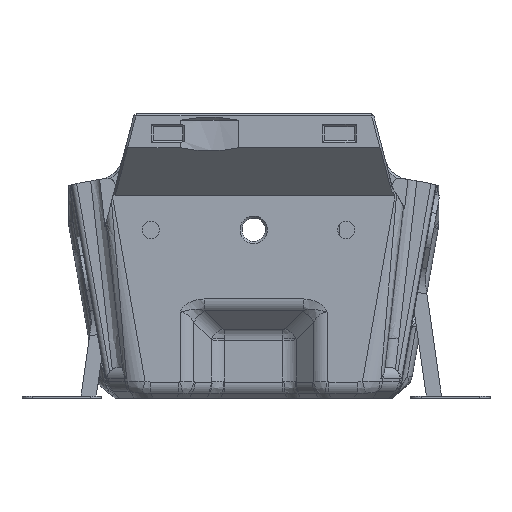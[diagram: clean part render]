
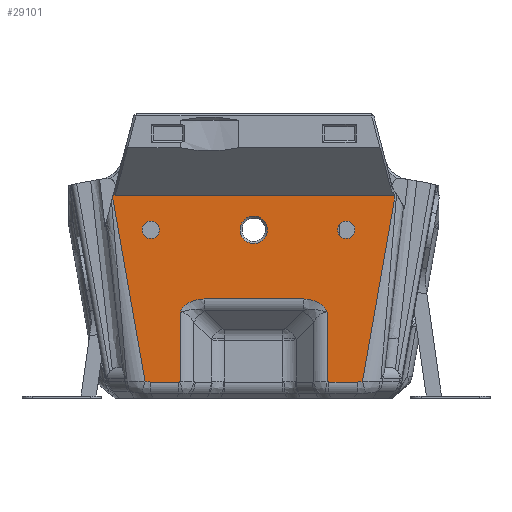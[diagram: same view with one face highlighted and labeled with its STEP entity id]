
A CAD part, front view. The second image highlights one B-rep face of the part: STEP entity #29101.
In plain terms, the highlighted planar face has unit normal (0, -1, 0).
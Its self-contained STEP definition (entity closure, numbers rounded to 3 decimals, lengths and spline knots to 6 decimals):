
#772=B_SPLINE_CURVE_WITH_KNOTS('',3,(#48182,#48183,#48184,#48185),
 .UNSPECIFIED.,.F.,.F.,(4,4),(0.,0.999999),.UNSPECIFIED.);
#773=B_SPLINE_CURVE_WITH_KNOTS('',3,(#48194,#48195,#48196,#48197,#48198,
#48199),.UNSPECIFIED.,.F.,.F.,(4,1,1,4),(0.,0.002711,0.004067,
0.005422),.UNSPECIFIED.);
#774=B_SPLINE_CURVE_WITH_KNOTS('',3,(#48203,#48204,#48205,#48206,#48207,
#48208),.UNSPECIFIED.,.F.,.F.,(4,1,1,4),(0.,0.002711,0.004067,
0.005422),.UNSPECIFIED.);
#1581=CIRCLE('',#31360,0.0026);
#1582=CIRCLE('',#31361,0.00165);
#1583=CIRCLE('',#31362,0.00165);
#2594=ELLIPSE('',#31090,0.002947,0.002);
#2595=ELLIPSE('',#31094,0.006197,0.004);
#2596=ELLIPSE('',#31095,0.006197,0.004);
#2597=ELLIPSE('',#31099,0.002947,0.002);
#6654=ORIENTED_EDGE('',*,*,#13824,.F.);
#6655=ORIENTED_EDGE('',*,*,#13825,.T.);
#6656=ORIENTED_EDGE('',*,*,#13826,.T.);
#6657=ORIENTED_EDGE('',*,*,#13827,.T.);
#6658=ORIENTED_EDGE('',*,*,#13828,.F.);
#6659=ORIENTED_EDGE('',*,*,#13829,.T.);
#6660=ORIENTED_EDGE('',*,*,#13445,.F.);
#6661=ORIENTED_EDGE('',*,*,#13443,.T.);
#6662=ORIENTED_EDGE('',*,*,#13441,.F.);
#6663=ORIENTED_EDGE('',*,*,#13823,.F.);
#6664=ORIENTED_EDGE('',*,*,#13830,.F.);
#6665=ORIENTED_EDGE('',*,*,#13831,.T.);
#6666=ORIENTED_EDGE('',*,*,#13832,.T.);
#6667=ORIENTED_EDGE('',*,*,#13820,.T.);
#6668=ORIENTED_EDGE('',*,*,#13450,.T.);
#6669=ORIENTED_EDGE('',*,*,#13448,.F.);
#6670=ORIENTED_EDGE('',*,*,#13446,.T.);
#6671=ORIENTED_EDGE('',*,*,#13833,.T.);
#6672=ORIENTED_EDGE('',*,*,#13834,.F.);
#6673=ORIENTED_EDGE('',*,*,#13835,.F.);
#13441=EDGE_CURVE('',#17332,#17333,#2594,.T.);
#13443=EDGE_CURVE('',#17334,#17333,#20009,.T.);
#13445=EDGE_CURVE('',#17334,#17322,#2595,.T.);
#13446=EDGE_CURVE('',#17335,#17331,#2596,.T.);
#13448=EDGE_CURVE('',#17335,#17336,#20010,.T.);
#13450=EDGE_CURVE('',#17337,#17336,#2597,.T.);
#13820=EDGE_CURVE('',#17545,#17337,#20174,.T.);
#13823=EDGE_CURVE('',#17546,#17332,#20175,.T.);
#13824=EDGE_CURVE('',#17547,#17331,#20176,.T.);
#13825=EDGE_CURVE('',#17547,#17548,#772,.T.);
#13826=EDGE_CURVE('',#17548,#17549,#20177,.T.);
#13827=EDGE_CURVE('',#17549,#17550,#20178,.F.);
#13828=EDGE_CURVE('',#17551,#17550,#20179,.T.);
#13829=EDGE_CURVE('',#17551,#17322,#20180,.T.);
#13830=EDGE_CURVE('',#17552,#17546,#773,.T.);
#13831=EDGE_CURVE('',#17552,#17553,#20181,.F.);
#13832=EDGE_CURVE('',#17553,#17545,#774,.T.);
#13833=EDGE_CURVE('',#17554,#17554,#1581,.F.);
#13834=EDGE_CURVE('',#17555,#17555,#1582,.T.);
#13835=EDGE_CURVE('',#17556,#17556,#1583,.T.);
#17322=VERTEX_POINT('',#46557);
#17331=VERTEX_POINT('',#46658);
#17332=VERTEX_POINT('',#46685);
#17333=VERTEX_POINT('',#46687);
#17334=VERTEX_POINT('',#46691);
#17335=VERTEX_POINT('',#46743);
#17336=VERTEX_POINT('',#46747);
#17337=VERTEX_POINT('',#46774);
#17545=VERTEX_POINT('',#48173);
#17546=VERTEX_POINT('',#48177);
#17547=VERTEX_POINT('',#48181);
#17548=VERTEX_POINT('',#48186);
#17549=VERTEX_POINT('',#48188);
#17550=VERTEX_POINT('',#48190);
#17551=VERTEX_POINT('',#48192);
#17552=VERTEX_POINT('',#48200);
#17553=VERTEX_POINT('',#48202);
#17554=VERTEX_POINT('',#48210);
#17555=VERTEX_POINT('',#48212);
#17556=VERTEX_POINT('',#48214);
#20009=LINE('',#46690,#22466);
#20010=LINE('',#46746,#22467);
#20174=LINE('',#48172,#22631);
#20175=LINE('',#48178,#22632);
#20176=LINE('',#48180,#22633);
#20177=LINE('',#48187,#22634);
#20178=LINE('',#48189,#22635);
#20179=LINE('',#48191,#22636);
#20180=LINE('',#48193,#22637);
#20181=LINE('',#48201,#22638);
#22466=VECTOR('',#35697,1.);
#22467=VECTOR('',#35708,1.);
#22631=VECTOR('',#36388,1.);
#22632=VECTOR('',#36395,1.);
#22633=VECTOR('',#36398,1.);
#22634=VECTOR('',#36399,1.);
#22635=VECTOR('',#36400,1.);
#22636=VECTOR('',#36401,1.);
#22637=VECTOR('',#36402,1.);
#22638=VECTOR('',#36403,1.);
#24692=EDGE_LOOP('',(#6654,#6655,#6656,#6657,#6658,#6659,#6660,#6661,#6662,
#6663,#6664,#6665,#6666,#6667,#6668,#6669,#6670));
#24693=EDGE_LOOP('',(#6671));
#24694=EDGE_LOOP('',(#6672));
#24695=EDGE_LOOP('',(#6673));
#26492=FACE_BOUND('',#24692,.T.);
#26493=FACE_BOUND('',#24693,.T.);
#26494=FACE_BOUND('',#24694,.T.);
#26495=FACE_BOUND('',#24695,.T.);
#27871=PLANE('',#31359);
#29101=ADVANCED_FACE('',(#26492,#26493,#26494,#26495),#27871,.T.);
#31090=AXIS2_PLACEMENT_3D('',#46686,#35691,#35692);
#31094=AXIS2_PLACEMENT_3D('',#46717,#35700,#35701);
#31095=AXIS2_PLACEMENT_3D('',#46742,#35702,#35703);
#31099=AXIS2_PLACEMENT_3D('',#46773,#35711,#35712);
#31359=AXIS2_PLACEMENT_3D('',#48179,#36396,#36397);
#31360=AXIS2_PLACEMENT_3D('',#48209,#36404,#36405);
#31361=AXIS2_PLACEMENT_3D('',#48211,#36406,#36407);
#31362=AXIS2_PLACEMENT_3D('',#48213,#36408,#36409);
#35691=DIRECTION('',(0.,1.,0.));
#35692=DIRECTION('',(-0.383,0.,-0.924));
#35697=DIRECTION('',(1.,0.,0.));
#35700=DIRECTION('',(0.,1.,0.));
#35701=DIRECTION('',(-0.534,0.,0.845));
#35702=DIRECTION('',(0.,-1.,0.));
#35703=DIRECTION('',(0.534,0.,0.845));
#35708=DIRECTION('',(-1.,0.,0.));
#35711=DIRECTION('',(0.,-1.,0.));
#35712=DIRECTION('',(0.383,0.,-0.924));
#36388=DIRECTION('',(0.,0.,-1.));
#36395=DIRECTION('',(0.,0.,-1.));
#36396=DIRECTION('',(0.,-1.,0.));
#36397=DIRECTION('',(1.,0.,0.));
#36398=DIRECTION('',(-0.174,0.,-0.985));
#36399=DIRECTION('',(-1.,0.,0.));
#36400=DIRECTION('',(0.506,0.,-0.863));
#36401=DIRECTION('',(0.25,0.,0.968));
#36402=DIRECTION('',(0.174,0.,-0.985));
#36403=DIRECTION('',(-1.,0.,0.));
#36404=DIRECTION('',(0.,-1.,0.));
#36405=DIRECTION('',(1.,0.,0.));
#36406=DIRECTION('',(0.,-1.,0.));
#36407=DIRECTION('',(1.,0.,0.));
#36408=DIRECTION('',(0.,-1.,0.));
#36409=DIRECTION('',(1.,0.,0.));
#46557=CARTESIAN_POINT('',(-0.020567,-0.0225,0.003176));
#46658=CARTESIAN_POINT('',(0.020567,-0.0225,0.003176));
#46685=CARTESIAN_POINT('',(-0.013891,-0.0225,0.003078));
#46686=CARTESIAN_POINT('',(-0.013643,-0.0225,0.005871));
#46687=CARTESIAN_POINT('',(-0.014228,-0.0225,0.003043));
#46690=CARTESIAN_POINT('',(0.028932,-0.0225,0.003043));
#46691=CARTESIAN_POINT('',(-0.01958,-0.0225,0.003043));
#46717=CARTESIAN_POINT('',(-0.021369,-0.0225,0.008699));
#46742=CARTESIAN_POINT('',(0.021369,-0.0225,0.008699));
#46743=CARTESIAN_POINT('',(0.01958,-0.0225,0.003043));
#46746=CARTESIAN_POINT('',(-0.000052,-0.0225,0.003043));
#46747=CARTESIAN_POINT('',(0.014228,-0.0225,0.003043));
#46773=CARTESIAN_POINT('',(0.013643,-0.0225,0.005871));
#46774=CARTESIAN_POINT('',(0.013891,-0.0225,0.003078));
#48172=CARTESIAN_POINT('',(0.013891,-0.0225,0.021029));
#48173=CARTESIAN_POINT('',(0.013891,-0.0225,0.016279));
#48177=CARTESIAN_POINT('',(-0.013891,-0.0225,0.016279));
#48178=CARTESIAN_POINT('',(-0.013891,-0.0225,0.021029));
#48179=CARTESIAN_POINT('',(-0.000052,-0.0225,0.021029));
#48180=CARTESIAN_POINT('',(0.023002,-0.0225,0.016983));
#48181=CARTESIAN_POINT('',(0.026543,-0.0225,0.037069));
#48182=CARTESIAN_POINT('',(0.026543,-0.0225,0.037069));
#48183=CARTESIAN_POINT('',(0.026593,-0.0225,0.037486));
#48184=CARTESIAN_POINT('',(0.026643,-0.0225,0.037903));
#48185=CARTESIAN_POINT('',(0.026693,-0.0225,0.03832));
#48186=CARTESIAN_POINT('',(0.026693,-0.0225,0.03832));
#48187=CARTESIAN_POINT('',(-0.01013,-0.0225,0.03832));
#48188=CARTESIAN_POINT('',(-0.026227,-0.0225,0.03832));
#48189=CARTESIAN_POINT('',(-0.028491,-0.0225,0.042183));
#48190=CARTESIAN_POINT('',(-0.026509,-0.0225,0.038801));
#48191=CARTESIAN_POINT('',(-0.029158,-0.0225,0.028557));
#48192=CARTESIAN_POINT('',(-0.026711,-0.0225,0.03802));
#48193=CARTESIAN_POINT('',(-0.023002,-0.0225,0.016983));
#48194=CARTESIAN_POINT('',(-0.009407,-0.0225,0.018764));
#48195=CARTESIAN_POINT('',(-0.010317,-0.0225,0.018764));
#48196=CARTESIAN_POINT('',(-0.011678,-0.0225,0.018487));
#48197=CARTESIAN_POINT('',(-0.013195,-0.0225,0.017473));
#48198=CARTESIAN_POINT('',(-0.013753,-0.0225,0.016709));
#48199=CARTESIAN_POINT('',(-0.013891,-0.0225,0.016279));
#48200=CARTESIAN_POINT('',(-0.009407,-0.0225,0.018764));
#48201=CARTESIAN_POINT('',(-0.000052,-0.0225,0.018764));
#48202=CARTESIAN_POINT('',(0.009407,-0.0225,0.018764));
#48203=CARTESIAN_POINT('',(0.009407,-0.0225,0.018764));
#48204=CARTESIAN_POINT('',(0.010317,-0.0225,0.018764));
#48205=CARTESIAN_POINT('',(0.011678,-0.0225,0.018487));
#48206=CARTESIAN_POINT('',(0.013195,-0.0225,0.017473));
#48207=CARTESIAN_POINT('',(0.013753,-0.0225,0.016709));
#48208=CARTESIAN_POINT('',(0.013891,-0.0225,0.016279));
#48209=CARTESIAN_POINT('',(0.,-0.0225,0.03185));
#48210=CARTESIAN_POINT('',(0.0026,-0.0225,0.03185));
#48211=CARTESIAN_POINT('',(0.017499,-0.0225,0.031853));
#48212=CARTESIAN_POINT('',(0.019149,-0.0225,0.031853));
#48213=CARTESIAN_POINT('',(-0.019501,-0.0225,0.031853));
#48214=CARTESIAN_POINT('',(-0.017851,-0.0225,0.031853));
